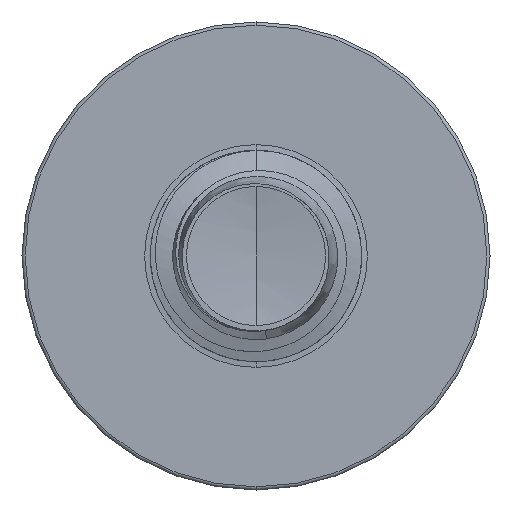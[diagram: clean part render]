
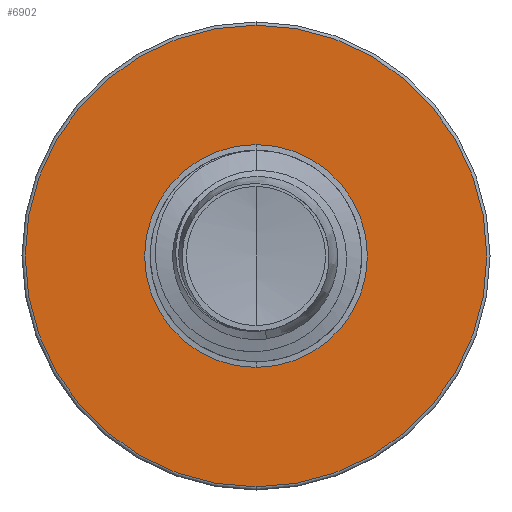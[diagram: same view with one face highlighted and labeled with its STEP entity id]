
A CAD part, front view. The second image highlights one B-rep face of the part: STEP entity #6902.
In plain terms, the highlighted planar face has unit normal (0, -1, 0).
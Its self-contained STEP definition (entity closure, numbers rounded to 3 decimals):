
#452 = PLANE ( 'NONE',  #1603 ) ;
#1537 = DIRECTION ( 'NONE',  ( 0., 1., 0. ) ) ;
#1592 = DIRECTION ( 'NONE',  ( 0., 0., 1. ) ) ;
#1602 = FACE_BOUND ( 'NONE', #6647, .T. ) ;
#1603 = AXIS2_PLACEMENT_3D ( 'NONE', #16213, #15905, #15885 ) ;
#1754 = FACE_OUTER_BOUND ( 'NONE', #6012, .T. ) ;
#1942 = EDGE_CURVE ( 'NONE', #6223, #5197, #3785, .T. ) ;
#1975 = EDGE_CURVE ( 'NONE', #13266, #12362, #3810, .T. ) ;
#2106 = CIRCLE ( 'NONE', #11652, 3.689 ) ;
#2143 = CARTESIAN_POINT ( 'NONE',  ( 0., 9., 0. ) ) ;
#2149 = CARTESIAN_POINT ( 'NONE',  ( 0., 9., 0. ) ) ;
#2625 = CARTESIAN_POINT ( 'NONE',  ( 0., 9., 7.645 ) ) ;
#2975 = DIRECTION ( 'NONE',  ( 0., 0., 1. ) ) ;
#3785 = CIRCLE ( 'NONE', #6516, 7.645 ) ;
#3810 = CIRCLE ( 'NONE', #5615, 3.689 ) ;
#4228 = DIRECTION ( 'NONE',  ( 0., 0., 1. ) ) ;
#4440 = CARTESIAN_POINT ( 'NONE',  ( 0., 9., -3.689 ) ) ;
#4508 = CARTESIAN_POINT ( 'NONE',  ( 0., 9., 0. ) ) ;
#5197 = VERTEX_POINT ( 'NONE', #8682 ) ;
#5615 = AXIS2_PLACEMENT_3D ( 'NONE', #2143, #5723, #2975 ) ;
#5723 = DIRECTION ( 'NONE',  ( 0., 1., 0. ) ) ;
#6012 = EDGE_LOOP ( 'NONE', ( #14212, #6813 ) ) ;
#6223 = VERTEX_POINT ( 'NONE', #2625 ) ;
#6516 = AXIS2_PLACEMENT_3D ( 'NONE', #4508, #1537, #1592 ) ;
#6647 = EDGE_LOOP ( 'NONE', ( #12388, #9899 ) ) ;
#6813 = ORIENTED_EDGE ( 'NONE', *, *, #9674, .F. ) ;
#6902 = ADVANCED_FACE ( 'NONE', ( #1754, #1602 ), #452, .F. ) ;
#7485 = CARTESIAN_POINT ( 'NONE',  ( 0., 9., 3.689 ) ) ;
#8457 = DIRECTION ( 'NONE',  ( 0., 1., 0. ) ) ;
#8682 = CARTESIAN_POINT ( 'NONE',  ( 0., 9., -7.645 ) ) ;
#9654 = EDGE_CURVE ( 'NONE', #12362, #13266, #2106, .T. ) ;
#9674 = EDGE_CURVE ( 'NONE', #5197, #6223, #9854, .T. ) ;
#9854 = CIRCLE ( 'NONE', #10496, 7.645 ) ;
#9899 = ORIENTED_EDGE ( 'NONE', *, *, #1975, .T. ) ;
#10496 = AXIS2_PLACEMENT_3D ( 'NONE', #2149, #11392, #4228 ) ;
#11392 = DIRECTION ( 'NONE',  ( 0., 1., 0. ) ) ;
#11652 = AXIS2_PLACEMENT_3D ( 'NONE', #14037, #8457, #15155 ) ;
#12362 = VERTEX_POINT ( 'NONE', #7485 ) ;
#12388 = ORIENTED_EDGE ( 'NONE', *, *, #9654, .T. ) ;
#13266 = VERTEX_POINT ( 'NONE', #4440 ) ;
#14037 = CARTESIAN_POINT ( 'NONE',  ( 0., 9., 0. ) ) ;
#14212 = ORIENTED_EDGE ( 'NONE', *, *, #1942, .F. ) ;
#15155 = DIRECTION ( 'NONE',  ( 0., 0., 1. ) ) ;
#15885 = DIRECTION ( 'NONE',  ( 0., 0., 1. ) ) ;
#15905 = DIRECTION ( 'NONE',  ( 0., 1., 0. ) ) ;
#16213 = CARTESIAN_POINT ( 'NONE',  ( 0., 9., -3.689 ) ) ;
